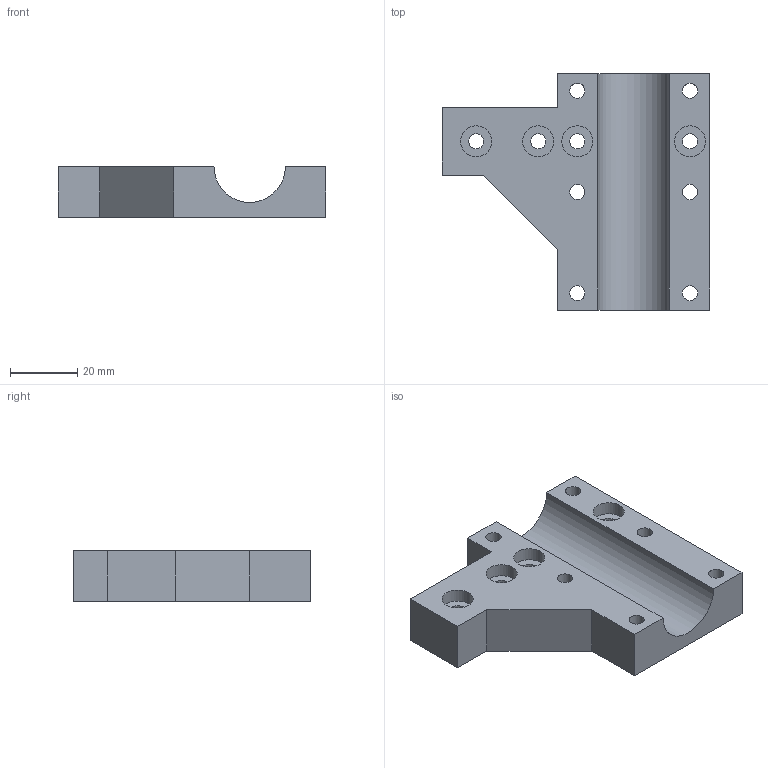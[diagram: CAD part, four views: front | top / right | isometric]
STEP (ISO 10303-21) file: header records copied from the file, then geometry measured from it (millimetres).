
FILE_DESCRIPTION(('FreeCAD Model'),'2;1');
FILE_NAME('Z-block-1-mirrored.step', '2014-07-28T20:26:03',('FreeCAD'),('FreeCAD'), 'Open CASCADE STEP processor 6.6','FreeCAD','Unknown');
FILE_SCHEMA(('AUTOMOTIVE_DESIGN_CC2 { 1 2 10303 214 -1 1 5 4 }'));
Length unit declared in the file: millimetre
Products named in the file (1): Open CASCADE STEP translator 6.6 81
Bounding box: 79.2 x 70 x 15 mm (x, y, z)
Volume: 45590.6 mm3; surface area: 14967.5 mm2
Topology: 1 solids, 1 shells, 31 faces, 79 edges, 54 vertices
Faces by surface type: plane 16, cylinder 15
Full cylindrical faces by diameter (mm): 4.5 x10, 9.2 x4
Entity records: 2063 total; most frequent: CARTESIAN_POINT 377, DIRECTION 326, LINE 169, VECTOR 169, ORIENTED_EDGE 158, PCURVE 158, DEFINITIONAL_REPRESENTATION 158, EDGE_CURVE 79
